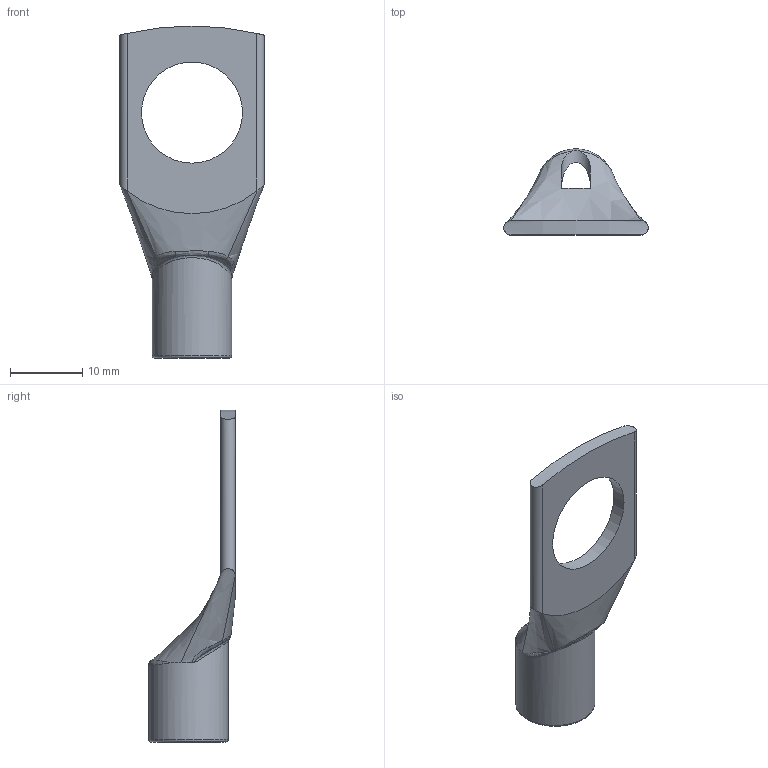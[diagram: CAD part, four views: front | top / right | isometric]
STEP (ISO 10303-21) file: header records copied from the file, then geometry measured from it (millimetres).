
FILE_DESCRIPTION((''),'2;1');
FILE_NAME('PK25-14.stp','2016-02-12T07:49:28',(''),(''),'Autodesk Inventor 2010','Autodesk Inventor 2010','');
FILE_SCHEMA(('AUTOMOTIVE_DESIGN { 1 0 10303 214 1 1 1 1 }'));
Length unit declared in the file: millimetre
Products named in the file (1): PK25-14
Bounding box: 20 x 12 x 46 mm (x, y, z)
Volume: 1694.7 mm3; surface area: 2085.1 mm2
Topology: 1 solids, 1 shells, 181 faces, 501 edges, 331 vertices
Faces by surface type: plane 99, bspline 43, cylinder 37, torus 1, cone 1
Full cylindrical faces by diameter (mm): 8 x1, 11 x1, 14 x1
Entity records: 6836 total; most frequent: CARTESIAN_POINT 2443, ORIENTED_EDGE 986, DIRECTION 762, EDGE_CURVE 493, VERTEX_POINT 330, VECTOR 308, LINE 308, AXIS2_PLACEMENT_3D 227
